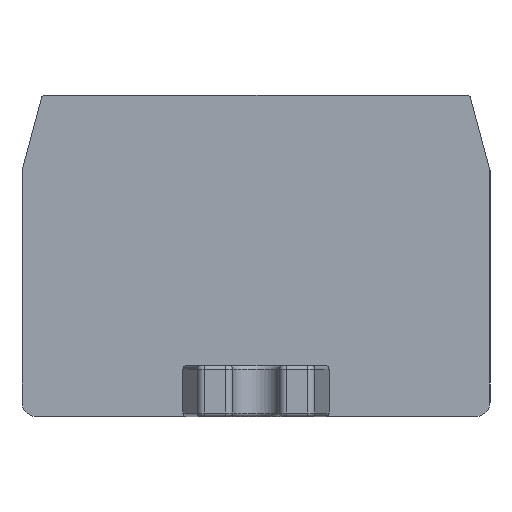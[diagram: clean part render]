
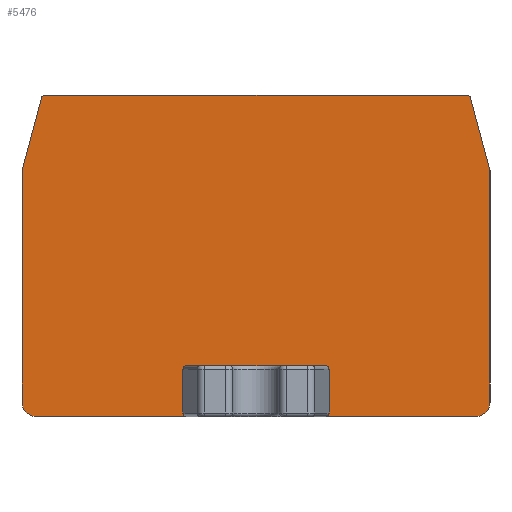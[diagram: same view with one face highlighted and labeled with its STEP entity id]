
A CAD part, front view. The second image highlights one B-rep face of the part: STEP entity #5476.
In plain terms, the highlighted planar face has unit normal (0, -1, 0).
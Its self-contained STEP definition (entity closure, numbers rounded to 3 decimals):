
#83=ELLIPSE('',#5651,0.254,0.25);
#84=ELLIPSE('',#5657,0.254,0.25);
#89=ELLIPSE('',#5677,0.254,0.25);
#90=ELLIPSE('',#5680,0.254,0.25);
#175=CIRCLE('',#5618,1.);
#177=CIRCLE('',#5621,1.);
#195=CIRCLE('',#5660,0.25);
#197=CIRCLE('',#5663,0.25);
#1246=ORIENTED_EDGE('',*,*,#1572,.T.);
#1247=ORIENTED_EDGE('',*,*,#1614,.F.);
#1248=ORIENTED_EDGE('',*,*,#1612,.T.);
#1249=ORIENTED_EDGE('',*,*,#1610,.T.);
#1250=ORIENTED_EDGE('',*,*,#1607,.T.);
#1251=ORIENTED_EDGE('',*,*,#1977,.T.);
#1252=ORIENTED_EDGE('',*,*,#1585,.T.);
#1253=ORIENTED_EDGE('',*,*,#1542,.T.);
#1254=ORIENTED_EDGE('',*,*,#1536,.T.);
#1255=ORIENTED_EDGE('',*,*,#1583,.T.);
#1256=ORIENTED_EDGE('',*,*,#1582,.T.);
#1257=ORIENTED_EDGE('',*,*,#1592,.T.);
#1258=ORIENTED_EDGE('',*,*,#1963,.T.);
#1259=ORIENTED_EDGE('',*,*,#1588,.T.);
#1260=ORIENTED_EDGE('',*,*,#1578,.T.);
#1261=ORIENTED_EDGE('',*,*,#1575,.T.);
#1262=ORIENTED_EDGE('',*,*,#1540,.T.);
#1263=ORIENTED_EDGE('',*,*,#1545,.T.);
#1536=EDGE_CURVE('',#2055,#2057,#175,.T.);
#1540=EDGE_CURVE('',#2059,#2061,#177,.T.);
#1542=EDGE_CURVE('',#2063,#2055,#2395,.T.);
#1545=EDGE_CURVE('',#2061,#2064,#2398,.T.);
#1572=EDGE_CURVE('',#2064,#2078,#83,.F.);
#1575=EDGE_CURVE('',#2080,#2059,#2410,.T.);
#1578=EDGE_CURVE('',#2082,#2080,#2413,.T.);
#1582=EDGE_CURVE('',#2083,#2086,#2417,.T.);
#1583=EDGE_CURVE('',#2057,#2083,#2418,.T.);
#1585=EDGE_CURVE('',#2087,#2063,#84,.F.);
#1588=EDGE_CURVE('',#2088,#2082,#195,.T.);
#1592=EDGE_CURVE('',#2086,#2091,#197,.T.);
#1607=EDGE_CURVE('',#2098,#2099,#89,.F.);
#1610=EDGE_CURVE('',#2100,#2098,#2435,.T.);
#1612=EDGE_CURVE('',#2101,#2100,#90,.F.);
#1614=EDGE_CURVE('',#2101,#2078,#2438,.T.);
#1963=EDGE_CURVE('',#2091,#2088,#2691,.T.);
#1977=EDGE_CURVE('',#2099,#2087,#2705,.T.);
#2055=VERTEX_POINT('',#7248);
#2057=VERTEX_POINT('',#7252);
#2059=VERTEX_POINT('',#7257);
#2061=VERTEX_POINT('',#7261);
#2063=VERTEX_POINT('',#7267);
#2064=VERTEX_POINT('',#7270);
#2078=VERTEX_POINT('',#7322);
#2080=VERTEX_POINT('',#7327);
#2082=VERTEX_POINT('',#7333);
#2083=VERTEX_POINT('',#7338);
#2086=VERTEX_POINT('',#7343);
#2087=VERTEX_POINT('',#7350);
#2088=VERTEX_POINT('',#7356);
#2091=VERTEX_POINT('',#7363);
#2098=VERTEX_POINT('',#7394);
#2099=VERTEX_POINT('',#7395);
#2100=VERTEX_POINT('',#7400);
#2101=VERTEX_POINT('',#7404);
#2395=LINE('',#7266,#2760);
#2398=LINE('',#7271,#2763);
#2410=LINE('',#7329,#2775);
#2413=LINE('',#7335,#2778);
#2417=LINE('',#7344,#2782);
#2418=LINE('',#7346,#2783);
#2435=LINE('',#7399,#2800);
#2438=LINE('',#7407,#2803);
#2691=LINE('',#8753,#3056);
#2705=LINE('',#8780,#3070);
#2760=VECTOR('',#6168,1000.);
#2763=VECTOR('',#6171,1000.);
#2775=VECTOR('',#6243,1000.);
#2778=VECTOR('',#6248,1000.);
#2782=VECTOR('',#6254,1000.);
#2783=VECTOR('',#6257,1000.);
#2800=VECTOR('',#6320,1000.);
#2803=VECTOR('',#6329,1000.);
#3056=VECTOR('',#6936,1000.);
#3070=VECTOR('',#6960,1000.);
#3292=EDGE_LOOP('',(#1246,#1247,#1248,#1249,#1250,#1251,#1252,#1253,#1254,
#1255,#1256,#1257,#1258,#1259,#1260,#1261,#1262,#1263));
#3538=FACE_BOUND('',#3292,.T.);
#3675=PLANE('',#5863);
#5476=ADVANCED_FACE('',(#3538),#3675,.T.);
#5618=AXIS2_PLACEMENT_3D('',#7253,#6155,#6156);
#5621=AXIS2_PLACEMENT_3D('',#7262,#6163,#6164);
#5651=AXIS2_PLACEMENT_3D('',#7323,#6237,#6238);
#5657=AXIS2_PLACEMENT_3D('',#7349,#6261,#6262);
#5660=AXIS2_PLACEMENT_3D('',#7355,#6269,#6270);
#5663=AXIS2_PLACEMENT_3D('',#7364,#6277,#6278);
#5677=AXIS2_PLACEMENT_3D('',#7393,#6314,#6315);
#5680=AXIS2_PLACEMENT_3D('',#7403,#6324,#6325);
#5863=AXIS2_PLACEMENT_3D('',#8779,#6958,#6959);
#6155=DIRECTION('',(0.,-1.,0.));
#6156=DIRECTION('',(0.,0.,-1.));
#6163=DIRECTION('',(0.,-1.,0.));
#6164=DIRECTION('',(1.,0.,0.));
#6168=DIRECTION('',(1.,0.,0.));
#6171=DIRECTION('',(1.,0.,0.));
#6237=DIRECTION('',(0.,-1.,0.));
#6238=DIRECTION('',(1.,0.,0.));
#6243=DIRECTION('',(0.,0.,-1.));
#6248=DIRECTION('',(-0.259,0.,-0.966));
#6254=DIRECTION('',(-0.259,0.,0.966));
#6257=DIRECTION('',(0.,0.,1.));
#6261=DIRECTION('',(0.,-1.,0.));
#6262=DIRECTION('',(1.,0.,0.));
#6269=DIRECTION('',(0.,-1.,0.));
#6270=DIRECTION('',(1.,0.,0.));
#6277=DIRECTION('',(0.,-1.,0.));
#6278=DIRECTION('',(1.,0.,0.));
#6314=DIRECTION('',(0.,-1.,0.));
#6315=DIRECTION('',(-1.,0.,0.));
#6320=DIRECTION('',(1.,0.,0.));
#6324=DIRECTION('',(0.,-1.,0.));
#6325=DIRECTION('',(-1.,0.,0.));
#6329=DIRECTION('',(0.,0.,-1.));
#6936=DIRECTION('',(-1.,0.,0.));
#6958=DIRECTION('',(0.,-1.,0.));
#6959=DIRECTION('',(0.,0.,-1.));
#6960=DIRECTION('',(0.,0.,-1.));
#7248=CARTESIAN_POINT('',(10.25,-21.15,-4.404));
#7252=CARTESIAN_POINT('',(11.25,-21.15,-3.404));
#7253=CARTESIAN_POINT('',(10.25,-21.15,-3.404));
#7257=CARTESIAN_POINT('',(-20.8,-21.15,-3.404));
#7261=CARTESIAN_POINT('',(-19.8,-21.15,-4.404));
#7262=CARTESIAN_POINT('',(-19.8,-21.15,-3.404));
#7266=CARTESIAN_POINT('',(-20.,-21.15,-4.404));
#7267=CARTESIAN_POINT('',(-0.029,-21.15,-4.404));
#7270=CARTESIAN_POINT('',(-9.521,-21.15,-4.404));
#7271=CARTESIAN_POINT('',(-20.,-21.15,-4.404));
#7322=CARTESIAN_POINT('',(-9.775,-21.15,-4.154));
#7323=CARTESIAN_POINT('',(-9.521,-21.15,-4.154));
#7327=CARTESIAN_POINT('',(-20.8,-21.15,12.457));
#7329=CARTESIAN_POINT('',(-20.8,-21.15,-4.574));
#7333=CARTESIAN_POINT('',(-19.472,-21.15,17.415));
#7335=CARTESIAN_POINT('',(-19.472,-21.15,17.415));
#7338=CARTESIAN_POINT('',(11.25,-21.15,12.457));
#7343=CARTESIAN_POINT('',(9.922,-21.15,17.415));
#7344=CARTESIAN_POINT('',(9.922,-21.15,17.415));
#7346=CARTESIAN_POINT('',(11.25,-21.15,12.411));
#7349=CARTESIAN_POINT('',(-0.029,-21.15,-4.154));
#7350=CARTESIAN_POINT('',(0.225,-21.15,-4.154));
#7355=CARTESIAN_POINT('',(-19.23,-21.15,17.35));
#7356=CARTESIAN_POINT('',(-19.23,-21.15,17.6));
#7363=CARTESIAN_POINT('',(9.68,-21.15,17.6));
#7364=CARTESIAN_POINT('',(9.68,-21.15,17.35));
#7393=CARTESIAN_POINT('',(-0.029,-21.15,-1.154));
#7394=CARTESIAN_POINT('',(-0.029,-21.15,-0.904));
#7395=CARTESIAN_POINT('',(0.225,-21.15,-1.154));
#7399=CARTESIAN_POINT('',(-9.775,-21.15,-0.904));
#7400=CARTESIAN_POINT('',(-9.521,-21.15,-0.904));
#7403=CARTESIAN_POINT('',(-9.521,-21.15,-1.154));
#7404=CARTESIAN_POINT('',(-9.775,-21.15,-1.154));
#7407=CARTESIAN_POINT('',(-9.775,-21.15,-0.904));
#8753=CARTESIAN_POINT('',(-19.23,-21.15,17.6));
#8779=CARTESIAN_POINT('',(-20.,-21.15,-4.574));
#8780=CARTESIAN_POINT('',(0.225,-21.15,-0.904));
